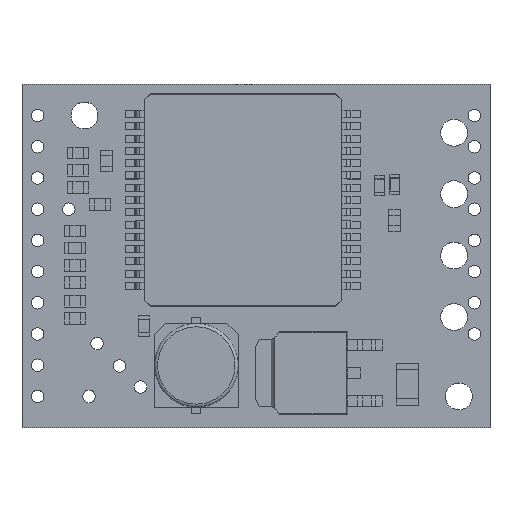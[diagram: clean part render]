
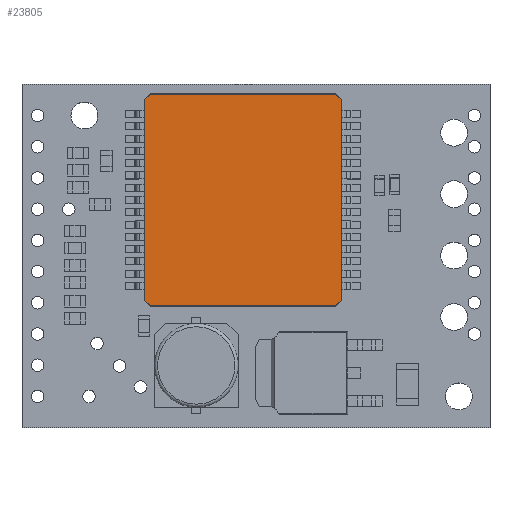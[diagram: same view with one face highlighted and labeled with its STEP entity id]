
A CAD part, top view. The second image highlights one B-rep face of the part: STEP entity #23805.
In plain terms, the highlighted planar face has unit normal (0, 0, 1).
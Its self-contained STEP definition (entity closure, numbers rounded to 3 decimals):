
#751 = ORIENTED_EDGE ( 'NONE', *, *, #32270, .T. ) ;
#1067 = LINE ( 'NONE', #32915, #29946 ) ;
#1795 = VERTEX_POINT ( 'NONE', #52774 ) ;
#2065 = ORIENTED_EDGE ( 'NONE', *, *, #22580, .T. ) ;
#2723 = CARTESIAN_POINT ( 'NONE',  ( 10.458, 27.133, 3.82 ) ) ;
#2880 = DIRECTION ( 'NONE',  ( 0., 0., -1. ) ) ;
#3881 = CARTESIAN_POINT ( 'NONE',  ( 8.89, 9.921, 3.82 ) ) ;
#5426 = CARTESIAN_POINT ( 'NONE',  ( 25.522, 27.133, 3.82 ) ) ;
#5899 = CARTESIAN_POINT ( 'NONE',  ( 9.984, 10.395, 3.82 ) ) ;
#6668 = DIRECTION ( 'NONE',  ( 0.707, 0.707, 0. ) ) ;
#7195 = CARTESIAN_POINT ( 'NONE',  ( 8.871, 25.546, 3.82 ) ) ;
#7502 = CARTESIAN_POINT ( 'NONE',  ( 25.996, 26.659, 3.82 ) ) ;
#7721 = CARTESIAN_POINT ( 'NONE',  ( 8.89, 25.527, 3.82 ) ) ;
#8513 = LINE ( 'NONE', #34740, #23269 ) ;
#10788 = LINE ( 'NONE', #43424, #12714 ) ;
#10924 = CARTESIAN_POINT ( 'NONE',  ( 25.522, 9.921, 3.82 ) ) ;
#11148 = CARTESIAN_POINT ( 'NONE',  ( 25.009, 9.408, 3.82 ) ) ;
#11691 = VECTOR ( 'NONE', #40007, 1000. ) ;
#12156 = VERTEX_POINT ( 'NONE', #2723 ) ;
#12714 = VECTOR ( 'NONE', #26381, 1000. ) ;
#14037 = LINE ( 'NONE', #33253, #23008 ) ;
#15725 = ORIENTED_EDGE ( 'NONE', *, *, #38196, .T. ) ;
#15761 = DIRECTION ( 'NONE',  ( 1., 0., 0. ) ) ;
#15834 = CARTESIAN_POINT ( 'NONE',  ( 1.871, 18.508, 3.82 ) ) ;
#15836 = LINE ( 'NONE', #3881, #51123 ) ;
#18211 = DIRECTION ( 'NONE',  ( 0., -1., 0. ) ) ;
#18467 = VERTEX_POINT ( 'NONE', #5426 ) ;
#18589 = EDGE_CURVE ( 'NONE', #42957, #22230, #10788, .T. ) ;
#20530 = EDGE_CURVE ( 'NONE', #18467, #12156, #14037, .T. ) ;
#21635 = ORIENTED_EDGE ( 'NONE', *, *, #52013, .T. ) ;
#22230 = VERTEX_POINT ( 'NONE', #7502 ) ;
#22580 = EDGE_CURVE ( 'NONE', #1795, #40442, #8513, .T. ) ;
#23008 = VECTOR ( 'NONE', #33057, 1000. ) ;
#23269 = VECTOR ( 'NONE', #18211, 1000. ) ;
#23805 = ADVANCED_FACE ( 'NONE', ( #31028 ), #27602, .F. ) ;
#23838 = EDGE_CURVE ( 'NONE', #12156, #1795, #33578, .T. ) ;
#25133 = VERTEX_POINT ( 'NONE', #10924 ) ;
#25300 = LINE ( 'NONE', #11148, #29791 ) ;
#26381 = DIRECTION ( 'NONE',  ( 0., 1., 0. ) ) ;
#27602 = PLANE ( 'NONE',  #39652 ) ;
#29729 = EDGE_CURVE ( 'NONE', #25133, #42957, #25300, .T. ) ;
#29791 = VECTOR ( 'NONE', #6668, 1000. ) ;
#29946 = VECTOR ( 'NONE', #33093, 1000. ) ;
#31028 = FACE_OUTER_BOUND ( 'NONE', #33431, .T. ) ;
#31566 = CARTESIAN_POINT ( 'NONE',  ( 25.996, 10.395, 3.82 ) ) ;
#32270 = EDGE_CURVE ( 'NONE', #22230, #18467, #1067, .T. ) ;
#32915 = CARTESIAN_POINT ( 'NONE',  ( 18.009, 34.646, 3.82 ) ) ;
#33057 = DIRECTION ( 'NONE',  ( -1., 0., 0. ) ) ;
#33093 = DIRECTION ( 'NONE',  ( -0.707, 0.707, 0. ) ) ;
#33253 = CARTESIAN_POINT ( 'NONE',  ( 8.89, 27.133, 3.82 ) ) ;
#33431 = EDGE_LOOP ( 'NONE', ( #48377, #751, #35478, #40030, #2065, #21635, #15725, #36484 ) ) ;
#33578 = LINE ( 'NONE', #7195, #43757 ) ;
#34740 = CARTESIAN_POINT ( 'NONE',  ( 9.984, 25.527, 3.82 ) ) ;
#35478 = ORIENTED_EDGE ( 'NONE', *, *, #20530, .T. ) ;
#36484 = ORIENTED_EDGE ( 'NONE', *, *, #29729, .T. ) ;
#38196 = EDGE_CURVE ( 'NONE', #49839, #25133, #15836, .T. ) ;
#38439 = CARTESIAN_POINT ( 'NONE',  ( 10.458, 9.921, 3.82 ) ) ;
#39652 = AXIS2_PLACEMENT_3D ( 'NONE', #7721, #2880, #40157 ) ;
#40007 = DIRECTION ( 'NONE',  ( 0.707, -0.707, 0. ) ) ;
#40030 = ORIENTED_EDGE ( 'NONE', *, *, #23838, .T. ) ;
#40157 = DIRECTION ( 'NONE',  ( -1., 0., 0. ) ) ;
#40442 = VERTEX_POINT ( 'NONE', #5899 ) ;
#41814 = LINE ( 'NONE', #15834, #11691 ) ;
#42957 = VERTEX_POINT ( 'NONE', #31566 ) ;
#43424 = CARTESIAN_POINT ( 'NONE',  ( 25.996, 25.527, 3.82 ) ) ;
#43757 = VECTOR ( 'NONE', #44099, 1000. ) ;
#44099 = DIRECTION ( 'NONE',  ( -0.707, -0.707, 0. ) ) ;
#48377 = ORIENTED_EDGE ( 'NONE', *, *, #18589, .T. ) ;
#49839 = VERTEX_POINT ( 'NONE', #38439 ) ;
#51123 = VECTOR ( 'NONE', #15761, 1000. ) ;
#52013 = EDGE_CURVE ( 'NONE', #40442, #49839, #41814, .T. ) ;
#52774 = CARTESIAN_POINT ( 'NONE',  ( 9.984, 26.659, 3.82 ) ) ;
